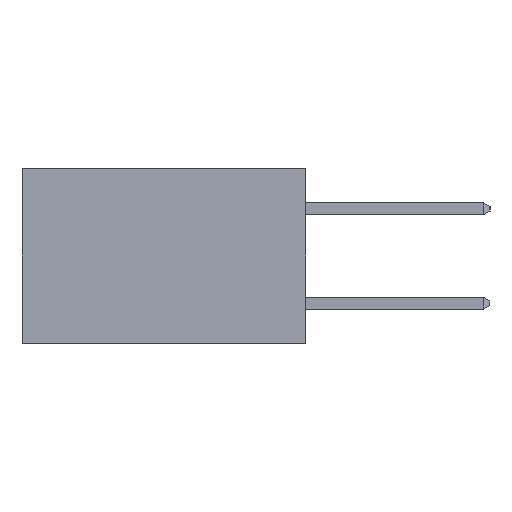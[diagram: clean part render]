
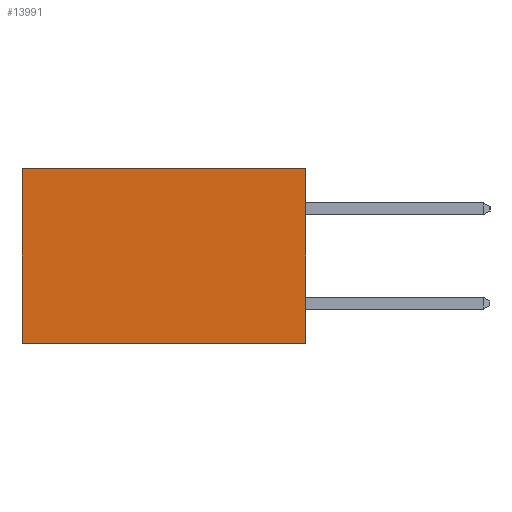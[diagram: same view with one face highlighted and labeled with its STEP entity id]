
A CAD part, left-side view. The second image highlights one B-rep face of the part: STEP entity #13991.
In plain terms, the highlighted planar face has unit normal (-1, 0, 0).
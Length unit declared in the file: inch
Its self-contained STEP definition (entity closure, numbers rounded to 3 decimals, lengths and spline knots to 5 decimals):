
#1468 = CARTESIAN_POINT ( 'NONE',  ( 0.298, 0., 0. ) ) ;
#2092 = EDGE_CURVE ( 'NONE', #11614, #2206, #14880, .T. ) ;
#2206 = VERTEX_POINT ( 'NONE', #4208 ) ;
#2431 = VERTEX_POINT ( 'NONE', #3503 ) ;
#2525 = ORIENTED_EDGE ( 'NONE', *, *, #5411, .F. ) ;
#2669 = LINE ( 'NONE', #5129, #14500 ) ;
#2716 = VECTOR ( 'NONE', #9966, 39.37008 ) ;
#3314 = LINE ( 'NONE', #8064, #11766 ) ;
#3503 = CARTESIAN_POINT ( 'NONE',  ( 0.298, 0.6, -0.37 ) ) ;
#4208 = CARTESIAN_POINT ( 'NONE',  ( 0.298, 0.6, 0. ) ) ;
#4229 = PLANE ( 'NONE',  #8536 ) ;
#4432 = CARTESIAN_POINT ( 'NONE',  ( 0.298, 0., 0. ) ) ;
#5012 = ORIENTED_EDGE ( 'NONE', *, *, #7818, .F. ) ;
#5129 = CARTESIAN_POINT ( 'NONE',  ( 0.298, 0.6, 0. ) ) ;
#5370 = DIRECTION ( 'NONE',  ( 1., 0., 0. ) ) ;
#5411 = EDGE_CURVE ( 'NONE', #11614, #14032, #12654, .T. ) ;
#6326 = DIRECTION ( 'NONE',  ( 0., 0., -1. ) ) ;
#6525 = CARTESIAN_POINT ( 'NONE',  ( 0.298, 0., 0. ) ) ;
#6664 = VECTOR ( 'NONE', #6913, 39.37008 ) ;
#6776 = EDGE_LOOP ( 'NONE', ( #7935, #5012, #2525, #11330 ) ) ;
#6913 = DIRECTION ( 'NONE',  ( 0., 0., -1. ) ) ;
#7742 = DIRECTION ( 'NONE',  ( 0., 1., 0. ) ) ;
#7818 = EDGE_CURVE ( 'NONE', #14032, #2431, #3314, .T. ) ;
#7874 = FACE_OUTER_BOUND ( 'NONE', #6776, .T. ) ;
#7935 = ORIENTED_EDGE ( 'NONE', *, *, #10252, .T. ) ;
#8064 = CARTESIAN_POINT ( 'NONE',  ( 0.298, 0., -0.37 ) ) ;
#8536 = AXIS2_PLACEMENT_3D ( 'NONE', #6525, #5370, #13324 ) ;
#9966 = DIRECTION ( 'NONE',  ( 0., 1., 0. ) ) ;
#10252 = EDGE_CURVE ( 'NONE', #2206, #2431, #2669, .T. ) ;
#11330 = ORIENTED_EDGE ( 'NONE', *, *, #2092, .T. ) ;
#11614 = VERTEX_POINT ( 'NONE', #13842 ) ;
#11766 = VECTOR ( 'NONE', #7742, 39.37008 ) ;
#12275 = CARTESIAN_POINT ( 'NONE',  ( 0.298, 0., -0.37 ) ) ;
#12654 = LINE ( 'NONE', #4432, #6664 ) ;
#13324 = DIRECTION ( 'NONE',  ( 0., 0., -1. ) ) ;
#13842 = CARTESIAN_POINT ( 'NONE',  ( 0.298, 0., 0. ) ) ;
#13991 = ADVANCED_FACE ( 'NONE', ( #7874 ), #4229, .F. ) ;
#14032 = VERTEX_POINT ( 'NONE', #12275 ) ;
#14500 = VECTOR ( 'NONE', #6326, 39.37008 ) ;
#14880 = LINE ( 'NONE', #1468, #2716 ) ;
